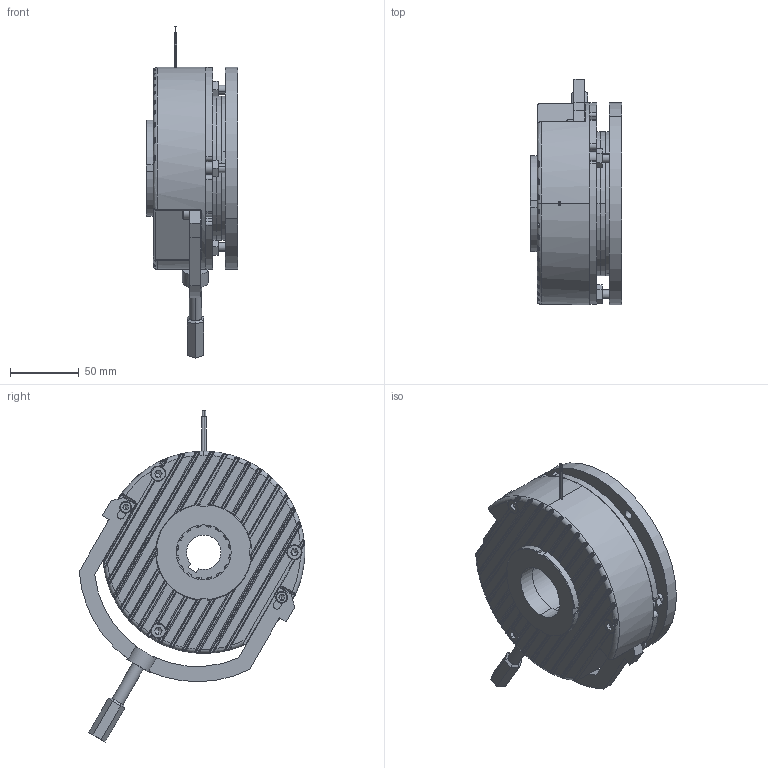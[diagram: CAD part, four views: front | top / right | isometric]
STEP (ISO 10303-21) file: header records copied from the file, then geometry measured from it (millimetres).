
FILE_DESCRIPTION (( 'STEP AP203' ), '1' );
FILE_NAME ('579_MSEB_WebAssy.STEP', '2020-07-15T18:44:39', ( '' ), ( '' ), 'SwSTEP 2.0', 'SolidWorks 2020', '' );
FILE_SCHEMA (( 'CONFIG_CONTROL_DESIGN' ));
Length unit declared in the file: inch
Products named in the file (1): 579_MSEB_WebAssy
Bounding box: 66.6 x 164.02 x 241.48 mm (x, y, z)
Volume: 767494 mm3; surface area: 229888 mm2
Topology: 20 solids, 20 shells, 1025 faces, 2633 edges, 1659 vertices
Faces by surface type: cylinder 431, plane 314, bspline 121, cone 110, torus 49
Entity records: 37869 total; most frequent: CARTESIAN_POINT 13656, ORIENTED_EDGE 5246, DIRECTION 4931, EDGE_CURVE 2623, AXIS2_PLACEMENT_3D 1982, VERTEX_POINT 1659, EDGE_LOOP 1108, CIRCLE 1077
